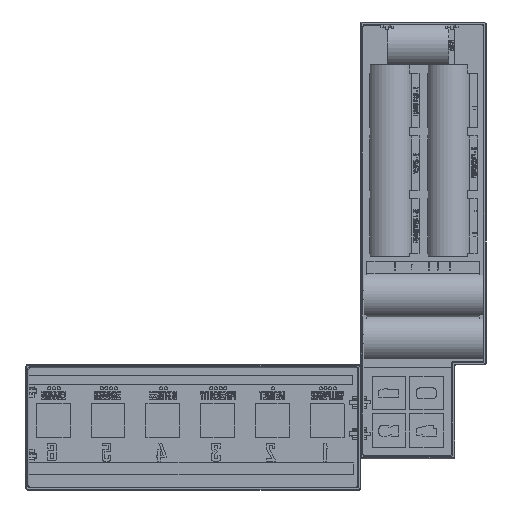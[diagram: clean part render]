
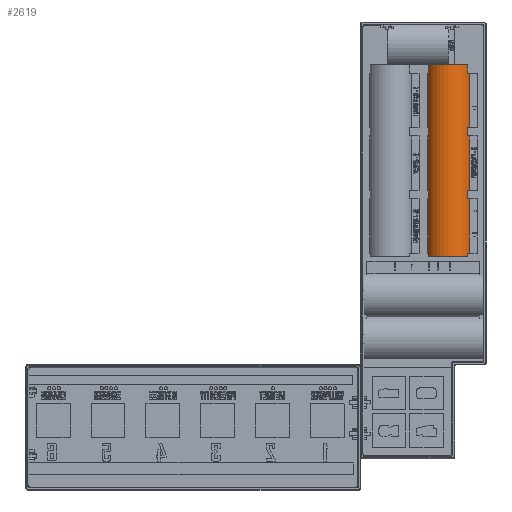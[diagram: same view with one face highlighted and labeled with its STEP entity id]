
A CAD part, front view. The second image highlights one B-rep face of the part: STEP entity #2619.
In plain terms, the highlighted cylindrical face has radius 14.8 mm (diameter 29.6 mm), a partial arc.
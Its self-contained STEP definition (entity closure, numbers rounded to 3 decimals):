
#921=CYLINDRICAL_SURFACE('',#63163,14.8);
#2070=CIRCLE('',#63149,14.8);
#2071=CIRCLE('',#63150,14.8);
#2072=CIRCLE('',#63151,14.8);
#2073=CIRCLE('',#63152,14.8);
#2074=CIRCLE('',#63153,14.8);
#2075=CIRCLE('',#63154,14.8);
#2076=CIRCLE('',#63155,14.8);
#2077=CIRCLE('',#63156,14.8);
#2078=CIRCLE('',#63157,14.8);
#2079=CIRCLE('',#63158,14.8);
#2080=CIRCLE('',#63159,14.8);
#2081=CIRCLE('',#63160,14.8);
#2082=CIRCLE('',#63161,14.8);
#2083=CIRCLE('',#63162,14.8);
#2619=ADVANCED_FACE('',(#7930),#921,.T.);
#7930=FACE_OUTER_BOUND('',#10870,.T.);
#10870=EDGE_LOOP('',(#31165,#31166,#31167,#31168,#31169,#31170,#31171,#31172,
#31173,#31174,#31175,#31176,#31177,#31178,#31179,#31180,#31181,#31182,#31183,
#31184,#31185,#31186,#31187,#31188,#31189,#31190,#31191,#31192));
#14781=LINE('',#84001,#22311);
#14785=LINE('',#84009,#22315);
#14789=LINE('',#84017,#22319);
#14793=LINE('',#84025,#22323);
#14795=LINE('',#84029,#22325);
#14799=LINE('',#84037,#22329);
#14803=LINE('',#84045,#22333);
#14807=LINE('',#84053,#22337);
#14859=LINE('',#84156,#22389);
#14860=LINE('',#84162,#22390);
#14861=LINE('',#84167,#22391);
#14862=LINE('',#84172,#22392);
#14863=LINE('',#84178,#22393);
#14864=LINE('',#84183,#22394);
#22311=VECTOR('',#67839,1.);
#22315=VECTOR('',#67843,1.);
#22319=VECTOR('',#67847,1.);
#22323=VECTOR('',#67851,1.);
#22325=VECTOR('',#67853,1.);
#22329=VECTOR('',#67857,1.);
#22333=VECTOR('',#67861,1.);
#22337=VECTOR('',#67865,1.);
#22389=VECTOR('',#67927,1.);
#22390=VECTOR('',#67934,1.);
#22391=VECTOR('',#67939,1.);
#22392=VECTOR('',#67944,1.);
#22393=VECTOR('',#67951,1.);
#22394=VECTOR('',#67956,1.);
#31165=ORIENTED_EDGE('',*,*,#54616,.F.);
#31166=ORIENTED_EDGE('',*,*,#54617,.T.);
#31167=ORIENTED_EDGE('',*,*,#54618,.T.);
#31168=ORIENTED_EDGE('',*,*,#54538,.F.);
#31169=ORIENTED_EDGE('',*,*,#54619,.F.);
#31170=ORIENTED_EDGE('',*,*,#54564,.F.);
#31171=ORIENTED_EDGE('',*,*,#54620,.T.);
#31172=ORIENTED_EDGE('',*,*,#54621,.F.);
#31173=ORIENTED_EDGE('',*,*,#54622,.F.);
#31174=ORIENTED_EDGE('',*,*,#54560,.F.);
#31175=ORIENTED_EDGE('',*,*,#54623,.T.);
#31176=ORIENTED_EDGE('',*,*,#54624,.F.);
#31177=ORIENTED_EDGE('',*,*,#54625,.F.);
#31178=ORIENTED_EDGE('',*,*,#54556,.F.);
#31179=ORIENTED_EDGE('',*,*,#54626,.T.);
#31180=ORIENTED_EDGE('',*,*,#54627,.F.);
#31181=ORIENTED_EDGE('',*,*,#54628,.T.);
#31182=ORIENTED_EDGE('',*,*,#54552,.F.);
#31183=ORIENTED_EDGE('',*,*,#54629,.F.);
#31184=ORIENTED_EDGE('',*,*,#54550,.F.);
#31185=ORIENTED_EDGE('',*,*,#54630,.T.);
#31186=ORIENTED_EDGE('',*,*,#54631,.T.);
#31187=ORIENTED_EDGE('',*,*,#54632,.T.);
#31188=ORIENTED_EDGE('',*,*,#54546,.F.);
#31189=ORIENTED_EDGE('',*,*,#54633,.F.);
#31190=ORIENTED_EDGE('',*,*,#54634,.T.);
#31191=ORIENTED_EDGE('',*,*,#54635,.T.);
#31192=ORIENTED_EDGE('',*,*,#54542,.F.);
#47776=VERTEX_POINT('',#84000);
#47777=VERTEX_POINT('',#84002);
#47780=VERTEX_POINT('',#84008);
#47781=VERTEX_POINT('',#84010);
#47784=VERTEX_POINT('',#84016);
#47785=VERTEX_POINT('',#84018);
#47788=VERTEX_POINT('',#84024);
#47789=VERTEX_POINT('',#84026);
#47790=VERTEX_POINT('',#84028);
#47791=VERTEX_POINT('',#84030);
#47794=VERTEX_POINT('',#84036);
#47795=VERTEX_POINT('',#84038);
#47798=VERTEX_POINT('',#84044);
#47799=VERTEX_POINT('',#84046);
#47802=VERTEX_POINT('',#84052);
#47803=VERTEX_POINT('',#84054);
#47848=VERTEX_POINT('',#84155);
#47849=VERTEX_POINT('',#84157);
#47850=VERTEX_POINT('',#84161);
#47851=VERTEX_POINT('',#84163);
#47852=VERTEX_POINT('',#84166);
#47853=VERTEX_POINT('',#84168);
#47854=VERTEX_POINT('',#84171);
#47855=VERTEX_POINT('',#84173);
#47856=VERTEX_POINT('',#84177);
#47857=VERTEX_POINT('',#84179);
#47858=VERTEX_POINT('',#84182);
#47859=VERTEX_POINT('',#84184);
#54538=EDGE_CURVE('',#47776,#47777,#14781,.T.);
#54542=EDGE_CURVE('',#47780,#47781,#14785,.T.);
#54546=EDGE_CURVE('',#47784,#47785,#14789,.T.);
#54550=EDGE_CURVE('',#47788,#47789,#14793,.T.);
#54552=EDGE_CURVE('',#47790,#47791,#14795,.T.);
#54556=EDGE_CURVE('',#47794,#47795,#14799,.T.);
#54560=EDGE_CURVE('',#47798,#47799,#14803,.T.);
#54564=EDGE_CURVE('',#47802,#47803,#14807,.T.);
#54616=EDGE_CURVE('',#47848,#47780,#2070,.T.);
#54617=EDGE_CURVE('',#47848,#47849,#14859,.T.);
#54618=EDGE_CURVE('',#47849,#47777,#2071,.T.);
#54619=EDGE_CURVE('',#47803,#47776,#2072,.T.);
#54620=EDGE_CURVE('',#47802,#47850,#2073,.T.);
#54621=EDGE_CURVE('',#47851,#47850,#14860,.T.);
#54622=EDGE_CURVE('',#47799,#47851,#2074,.T.);
#54623=EDGE_CURVE('',#47798,#47852,#2075,.T.);
#54624=EDGE_CURVE('',#47853,#47852,#14861,.T.);
#54625=EDGE_CURVE('',#47795,#47853,#2076,.T.);
#54626=EDGE_CURVE('',#47794,#47854,#2077,.T.);
#54627=EDGE_CURVE('',#47855,#47854,#14862,.T.);
#54628=EDGE_CURVE('',#47855,#47791,#2078,.T.);
#54629=EDGE_CURVE('',#47789,#47790,#2079,.T.);
#54630=EDGE_CURVE('',#47788,#47856,#2080,.T.);
#54631=EDGE_CURVE('',#47856,#47857,#14863,.T.);
#54632=EDGE_CURVE('',#47857,#47785,#2081,.T.);
#54633=EDGE_CURVE('',#47858,#47784,#2082,.T.);
#54634=EDGE_CURVE('',#47858,#47859,#14864,.T.);
#54635=EDGE_CURVE('',#47859,#47781,#2083,.T.);
#63149=AXIS2_PLACEMENT_3D('',#84154,#67925,#67926);
#63150=AXIS2_PLACEMENT_3D('',#84158,#67928,#67929);
#63151=AXIS2_PLACEMENT_3D('',#84159,#67930,#67931);
#63152=AXIS2_PLACEMENT_3D('',#84160,#67932,#67933);
#63153=AXIS2_PLACEMENT_3D('',#84164,#67935,#67936);
#63154=AXIS2_PLACEMENT_3D('',#84165,#67937,#67938);
#63155=AXIS2_PLACEMENT_3D('',#84169,#67940,#67941);
#63156=AXIS2_PLACEMENT_3D('',#84170,#67942,#67943);
#63157=AXIS2_PLACEMENT_3D('',#84174,#67945,#67946);
#63158=AXIS2_PLACEMENT_3D('',#84175,#67947,#67948);
#63159=AXIS2_PLACEMENT_3D('',#84176,#67949,#67950);
#63160=AXIS2_PLACEMENT_3D('',#84180,#67952,#67953);
#63161=AXIS2_PLACEMENT_3D('',#84181,#67954,#67955);
#63162=AXIS2_PLACEMENT_3D('',#84185,#67957,#67958);
#63163=AXIS2_PLACEMENT_3D('',#84186,#67959,#67960);
#67839=DIRECTION('',(0.,0.,-1.));
#67843=DIRECTION('',(0.,0.,-1.));
#67847=DIRECTION('',(0.,0.,-1.));
#67851=DIRECTION('',(0.,0.,-1.));
#67853=DIRECTION('',(0.,0.,1.));
#67857=DIRECTION('',(0.,0.,1.));
#67861=DIRECTION('',(0.,0.,1.));
#67865=DIRECTION('',(0.,0.,1.));
#67925=DIRECTION('',(0.,0.,-1.));
#67926=DIRECTION('',(1.,0.,0.));
#67927=DIRECTION('',(0.,0.,1.));
#67928=DIRECTION('',(0.,0.,-1.));
#67929=DIRECTION('',(-1.,0.,0.));
#67930=DIRECTION('',(0.,0.,1.));
#67931=DIRECTION('',(-1.,0.,0.));
#67932=DIRECTION('',(0.,0.,-1.));
#67933=DIRECTION('',(-1.,0.,0.));
#67934=DIRECTION('',(0.,0.,1.));
#67935=DIRECTION('',(0.,0.,-1.));
#67936=DIRECTION('',(1.,0.,0.));
#67937=DIRECTION('',(0.,0.,-1.));
#67938=DIRECTION('',(-1.,0.,0.));
#67939=DIRECTION('',(0.,0.,1.));
#67940=DIRECTION('',(0.,0.,-1.));
#67941=DIRECTION('',(1.,0.,0.));
#67942=DIRECTION('',(0.,0.,-1.));
#67943=DIRECTION('',(-1.,0.,0.));
#67944=DIRECTION('',(0.,0.,1.));
#67945=DIRECTION('',(0.,0.,1.));
#67946=DIRECTION('',(-1.,0.,0.));
#67947=DIRECTION('',(0.,0.,-1.));
#67948=DIRECTION('',(-1.,0.,0.));
#67949=DIRECTION('',(0.,0.,1.));
#67950=DIRECTION('',(-1.,0.,0.));
#67951=DIRECTION('',(0.,0.,1.));
#67952=DIRECTION('',(0.,0.,-1.));
#67953=DIRECTION('',(-1.,0.,0.));
#67954=DIRECTION('',(0.,0.,-1.));
#67955=DIRECTION('',(1.,0.,0.));
#67956=DIRECTION('',(0.,0.,1.));
#67957=DIRECTION('',(0.,0.,-1.));
#67958=DIRECTION('',(-1.,0.,0.));
#67959=DIRECTION('',(0.,0.,-1.));
#67960=DIRECTION('',(-1.,0.,0.));
#84000=CARTESIAN_POINT('',(244.688,7.2,61.3));
#84001=CARTESIAN_POINT('',(244.688,7.2,47.5));
#84002=CARTESIAN_POINT('',(244.688,7.2,55.702));
#84008=CARTESIAN_POINT('',(244.688,7.2,20.84));
#84009=CARTESIAN_POINT('',(244.688,7.2,29.));
#84010=CARTESIAN_POINT('',(244.688,7.2,15.702));
#84016=CARTESIAN_POINT('',(244.688,7.2,-19.16));
#84017=CARTESIAN_POINT('',(244.688,7.2,-32.5));
#84018=CARTESIAN_POINT('',(244.688,7.2,-24.298));
#84024=CARTESIAN_POINT('',(244.688,7.2,-59.202));
#84025=CARTESIAN_POINT('',(244.688,7.2,-51.));
#84026=CARTESIAN_POINT('',(244.688,7.2,-61.3));
#84028=CARTESIAN_POINT('',(219.532,7.2,-61.3));
#84029=CARTESIAN_POINT('',(219.532,7.2,-51.));
#84030=CARTESIAN_POINT('',(219.532,7.2,-59.202));
#84036=CARTESIAN_POINT('',(219.532,7.2,-24.298));
#84037=CARTESIAN_POINT('',(219.532,7.2,-32.5));
#84038=CARTESIAN_POINT('',(219.532,7.2,-19.16));
#84044=CARTESIAN_POINT('',(219.532,7.2,15.702));
#84045=CARTESIAN_POINT('',(219.532,7.2,29.));
#84046=CARTESIAN_POINT('',(219.532,7.2,20.84));
#84052=CARTESIAN_POINT('',(219.532,7.2,55.702));
#84053=CARTESIAN_POINT('',(219.532,7.2,47.5));
#84054=CARTESIAN_POINT('',(219.532,7.2,61.3));
#84154=CARTESIAN_POINT('',(232.11,15.,20.84));
#84155=CARTESIAN_POINT('',(245.928,9.7,20.84));
#84156=CARTESIAN_POINT('',(245.928,9.7,18.7));
#84157=CARTESIAN_POINT('',(245.928,9.7,55.702));
#84158=CARTESIAN_POINT('',(232.11,15.,55.702));
#84159=CARTESIAN_POINT('',(232.11,15.,61.3));
#84160=CARTESIAN_POINT('',(232.11,15.,55.702));
#84161=CARTESIAN_POINT('',(219.41,7.401,55.702));
#84162=CARTESIAN_POINT('',(219.41,7.401,29.));
#84163=CARTESIAN_POINT('',(219.41,7.401,20.84));
#84164=CARTESIAN_POINT('',(232.11,15.,20.84));
#84165=CARTESIAN_POINT('',(232.11,15.,15.702));
#84166=CARTESIAN_POINT('',(219.41,7.401,15.702));
#84167=CARTESIAN_POINT('',(219.41,7.401,-11.));
#84168=CARTESIAN_POINT('',(219.41,7.401,-19.16));
#84169=CARTESIAN_POINT('',(232.11,15.,-19.16));
#84170=CARTESIAN_POINT('',(232.11,15.,-24.298));
#84171=CARTESIAN_POINT('',(219.41,7.401,-24.298));
#84172=CARTESIAN_POINT('',(219.41,7.401,-51.));
#84173=CARTESIAN_POINT('',(219.41,7.401,-59.202));
#84174=CARTESIAN_POINT('',(232.11,15.,-59.202));
#84175=CARTESIAN_POINT('',(232.11,15.,-61.3));
#84176=CARTESIAN_POINT('',(232.11,15.,-59.202));
#84177=CARTESIAN_POINT('',(245.928,9.7,-59.202));
#84178=CARTESIAN_POINT('',(245.928,9.7,-42.8));
#84179=CARTESIAN_POINT('',(245.928,9.7,-24.298));
#84180=CARTESIAN_POINT('',(232.11,15.,-24.298));
#84181=CARTESIAN_POINT('',(232.11,15.,-19.16));
#84182=CARTESIAN_POINT('',(245.928,9.7,-19.16));
#84183=CARTESIAN_POINT('',(245.928,9.7,-21.3));
#84184=CARTESIAN_POINT('',(245.928,9.7,15.702));
#84185=CARTESIAN_POINT('',(232.11,15.,15.702));
#84186=CARTESIAN_POINT('',(232.11,15.,29.));
